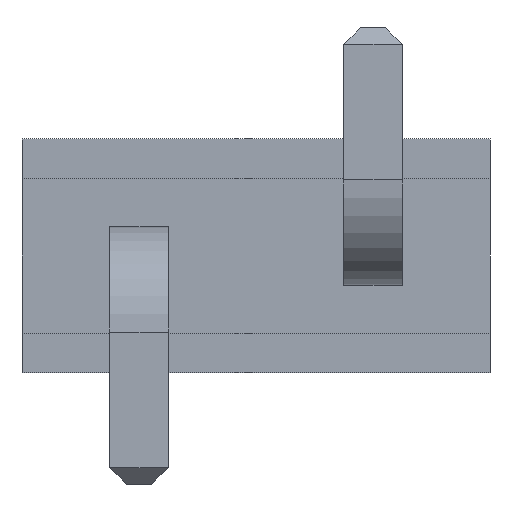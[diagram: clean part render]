
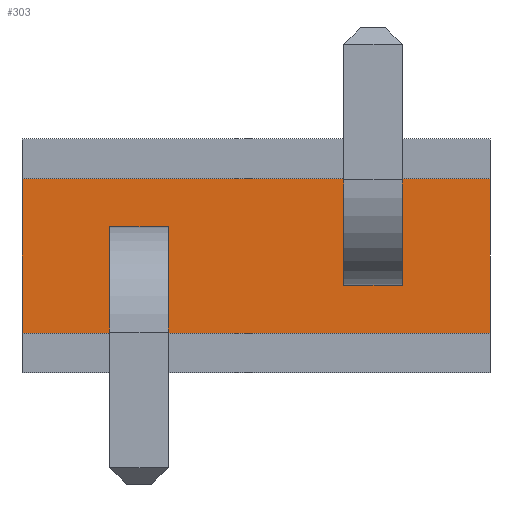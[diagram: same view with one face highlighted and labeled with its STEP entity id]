
A CAD part, front view. The second image highlights one B-rep face of the part: STEP entity #303.
In plain terms, the highlighted planar face has unit normal (0, -1, 0).
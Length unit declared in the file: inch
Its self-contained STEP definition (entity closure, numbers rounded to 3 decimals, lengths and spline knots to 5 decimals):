
#303 = ADVANCED_FACE( '', ( #576, #577, #578 ), #579, .F. );
#576 = FACE_BOUND( '', #832, .T. );
#577 = FACE_BOUND( '', #833, .T. );
#578 = FACE_OUTER_BOUND( '', #834, .T. );
#579 = PLANE( '', #835 );
#832 = EDGE_LOOP( '', ( #1480, #1481, #1482, #1483 ) );
#833 = EDGE_LOOP( '', ( #1484, #1485, #1486, #1487 ) );
#834 = EDGE_LOOP( '', ( #1488, #1489, #1490, #1491 ) );
#835 = AXIS2_PLACEMENT_3D( '', #1492, #1493, #1494 );
#1480 = ORIENTED_EDGE( '', *, *, #1713, .T. );
#1481 = ORIENTED_EDGE( '', *, *, #1651, .T. );
#1482 = ORIENTED_EDGE( '', *, *, #1733, .T. );
#1483 = ORIENTED_EDGE( '', *, *, #1703, .T. );
#1484 = ORIENTED_EDGE( '', *, *, #1583, .T. );
#1485 = ORIENTED_EDGE( '', *, *, #1740, .T. );
#1486 = ORIENTED_EDGE( '', *, *, #1810, .T. );
#1487 = ORIENTED_EDGE( '', *, *, #1781, .T. );
#1488 = ORIENTED_EDGE( '', *, *, #1807, .T. );
#1489 = ORIENTED_EDGE( '', *, *, #1795, .F. );
#1490 = ORIENTED_EDGE( '', *, *, #1839, .F. );
#1491 = ORIENTED_EDGE( '', *, *, #1770, .T. );
#1492 = CARTESIAN_POINT( '', ( -0.1, 0.02, -0.033 ) );
#1493 = DIRECTION( '', ( 0., 1., 0. ) );
#1494 = DIRECTION( '', ( 0., 0., 1. ) );
#1583 = EDGE_CURVE( '', #1869, #1870, #1871, .T. );
#1651 = EDGE_CURVE( '', #1989, #1990, #1991, .T. );
#1703 = EDGE_CURVE( '', #2072, #2073, #2074, .T. );
#1713 = EDGE_CURVE( '', #2073, #1989, #2086, .T. );
#1733 = EDGE_CURVE( '', #1990, #2072, #2114, .T. );
#1740 = EDGE_CURVE( '', #1870, #2125, #2126, .T. );
#1770 = EDGE_CURVE( '', #2165, #2163, #2166, .T. );
#1781 = EDGE_CURVE( '', #2180, #1869, #2181, .T. );
#1795 = EDGE_CURVE( '', #2197, #2195, #2199, .T. );
#1807 = EDGE_CURVE( '', #2163, #2195, #2211, .T. );
#1810 = EDGE_CURVE( '', #2125, #2180, #2214, .T. );
#1839 = EDGE_CURVE( '', #2165, #2197, #2245, .T. );
#1869 = VERTEX_POINT( '', #2283 );
#1870 = VERTEX_POINT( '', #2284 );
#1871 = LINE( '', #2285, #2286 );
#1989 = VERTEX_POINT( '', #2459 );
#1990 = VERTEX_POINT( '', #2460 );
#1991 = LINE( '', #2461, #2462 );
#2072 = VERTEX_POINT( '', #2582 );
#2073 = VERTEX_POINT( '', #2583 );
#2074 = LINE( '', #2584, #2585 );
#2086 = LINE( '', #2603, #2604 );
#2114 = LINE( '', #2645, #2646 );
#2125 = VERTEX_POINT( '', #2661 );
#2126 = LINE( '', #2662, #2663 );
#2163 = VERTEX_POINT( '', #2720 );
#2165 = VERTEX_POINT( '', #2723 );
#2166 = LINE( '', #2724, #2725 );
#2180 = VERTEX_POINT( '', #2744 );
#2181 = LINE( '', #2745, #2746 );
#2195 = VERTEX_POINT( '', #2765 );
#2197 = VERTEX_POINT( '', #2768 );
#2199 = LINE( '', #2771, #2772 );
#2211 = LINE( '', #2791, #2792 );
#2214 = LINE( '', #2796, #2797 );
#2245 = LINE( '', #2839, #2840 );
#2283 = CARTESIAN_POINT( '', ( -0.0625, 0.02, -0.0125 ) );
#2284 = CARTESIAN_POINT( '', ( -0.0625, 0.02, 0.0125 ) );
#2285 = CARTESIAN_POINT( '', ( -0.0625, 0.02, -0.0125 ) );
#2286 = VECTOR( '', #2862, 39.37008 );
#2459 = CARTESIAN_POINT( '', ( 0.0375, 0.02, 0.0125 ) );
#2460 = CARTESIAN_POINT( '', ( 0.0625, 0.02, 0.0125 ) );
#2461 = CARTESIAN_POINT( '', ( 0.0375, 0.02, 0.0125 ) );
#2462 = VECTOR( '', #2918, 39.37008 );
#2582 = CARTESIAN_POINT( '', ( 0.0625, 0.02, -0.0125 ) );
#2583 = CARTESIAN_POINT( '', ( 0.0375, 0.02, -0.0125 ) );
#2584 = CARTESIAN_POINT( '', ( 0.0625, 0.02, -0.0125 ) );
#2585 = VECTOR( '', #2964, 39.37008 );
#2603 = CARTESIAN_POINT( '', ( 0.0375, 0.02, -0.0125 ) );
#2604 = VECTOR( '', #2971, 39.37008 );
#2645 = CARTESIAN_POINT( '', ( 0.0625, 0.02, 0.0125 ) );
#2646 = VECTOR( '', #2985, 39.37008 );
#2661 = CARTESIAN_POINT( '', ( -0.0375, 0.02, 0.0125 ) );
#2662 = CARTESIAN_POINT( '', ( -0.0625, 0.02, 0.0125 ) );
#2663 = VECTOR( '', #2990, 39.37008 );
#2720 = CARTESIAN_POINT( '', ( 0.1, 0.02, -0.033 ) );
#2723 = CARTESIAN_POINT( '', ( -0.1, 0.02, -0.033 ) );
#2724 = CARTESIAN_POINT( '', ( -0.1, 0.02, -0.033 ) );
#2725 = VECTOR( '', #3012, 39.37008 );
#2744 = CARTESIAN_POINT( '', ( -0.0375, 0.02, -0.0125 ) );
#2745 = CARTESIAN_POINT( '', ( -0.0375, 0.02, -0.0125 ) );
#2746 = VECTOR( '', #3024, 39.37008 );
#2765 = CARTESIAN_POINT( '', ( 0.1, 0.02, 0.033 ) );
#2768 = CARTESIAN_POINT( '', ( -0.1, 0.02, 0.033 ) );
#2771 = CARTESIAN_POINT( '', ( -0.1, 0.02, 0.033 ) );
#2772 = VECTOR( '', #3038, 39.37008 );
#2791 = CARTESIAN_POINT( '', ( 0.1, 0.02, -0.033 ) );
#2792 = VECTOR( '', #3046, 39.37008 );
#2796 = CARTESIAN_POINT( '', ( -0.0375, 0.02, 0.0125 ) );
#2797 = VECTOR( '', #3048, 39.37008 );
#2839 = CARTESIAN_POINT( '', ( -0.1, 0.02, -0.033 ) );
#2840 = VECTOR( '', #3066, 39.37008 );
#2862 = DIRECTION( '', ( 0., 0., 1. ) );
#2918 = DIRECTION( '', ( 1., 0., 0. ) );
#2964 = DIRECTION( '', ( -1., 0., 0. ) );
#2971 = DIRECTION( '', ( 0., 0., 1. ) );
#2985 = DIRECTION( '', ( 0., 0., -1. ) );
#2990 = DIRECTION( '', ( 1., 0., 0. ) );
#3012 = DIRECTION( '', ( 1., 0., 0. ) );
#3024 = DIRECTION( '', ( -1., 0., 0. ) );
#3038 = DIRECTION( '', ( 1., 0., 0. ) );
#3046 = DIRECTION( '', ( 0., 0., 1. ) );
#3048 = DIRECTION( '', ( 0., 0., -1. ) );
#3066 = DIRECTION( '', ( 0., 0., 1. ) );
